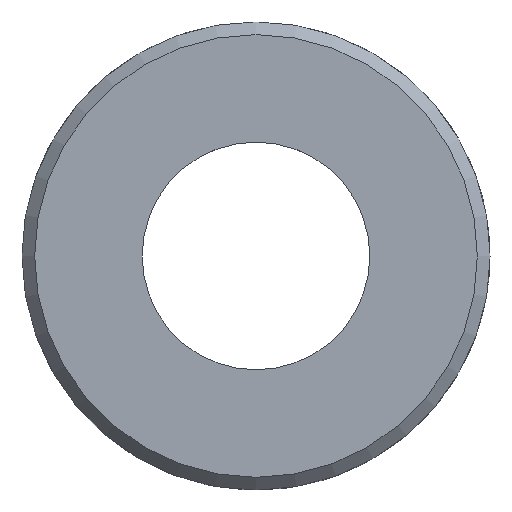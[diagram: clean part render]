
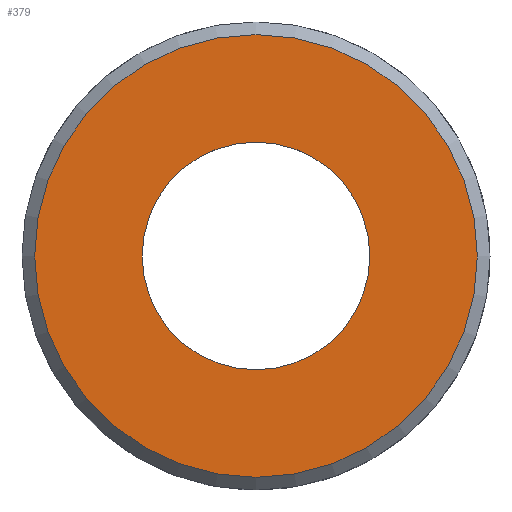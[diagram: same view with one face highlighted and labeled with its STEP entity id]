
A CAD part, top view. The second image highlights one B-rep face of the part: STEP entity #379.
In plain terms, the highlighted planar face has unit normal (0, 0, 1).
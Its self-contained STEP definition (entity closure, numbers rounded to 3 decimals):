
#25=FACE_BOUND('',#125,.T.);
#35=CIRCLE('',#414,18.);
#37=CIRCLE('',#417,35.);
#88=FACE_OUTER_BOUND('',#124,.T.);
#124=EDGE_LOOP('',(#330));
#125=EDGE_LOOP('',(#331));
#183=VERTEX_POINT('',#621);
#185=VERTEX_POINT('',#627);
#220=EDGE_CURVE('',#183,#183,#35,.T.);
#223=EDGE_CURVE('',#185,#185,#37,.T.);
#330=ORIENTED_EDGE('',*,*,#223,.T.);
#331=ORIENTED_EDGE('',*,*,#220,.T.);
#354=PLANE('',#445);
#379=ADVANCED_FACE('',(#88,#25),#354,.T.);
#414=AXIS2_PLACEMENT_3D('',#622,#496,#497);
#417=AXIS2_PLACEMENT_3D('',#628,#503,#504);
#445=AXIS2_PLACEMENT_3D('',#677,#566,#567);
#496=DIRECTION('center_axis',(0.,0.,-1.));
#497=DIRECTION('ref_axis',(-1.,0.,0.));
#503=DIRECTION('center_axis',(0.,0.,1.));
#504=DIRECTION('ref_axis',(-1.,0.,0.));
#566=DIRECTION('center_axis',(0.,0.,1.));
#567=DIRECTION('ref_axis',(-1.,0.,0.));
#621=CARTESIAN_POINT('',(55.,-37.,74.));
#622=CARTESIAN_POINT('Origin',(37.,-37.,74.));
#627=CARTESIAN_POINT('',(2.,-37.,74.));
#628=CARTESIAN_POINT('Origin',(37.,-37.,74.));
#677=CARTESIAN_POINT('Origin',(37.,-37.,74.));
